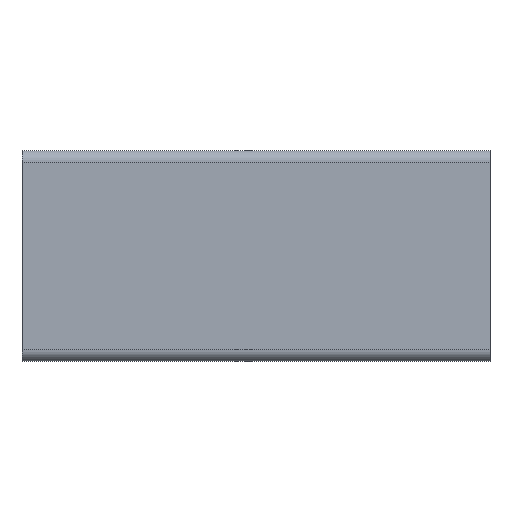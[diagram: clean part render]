
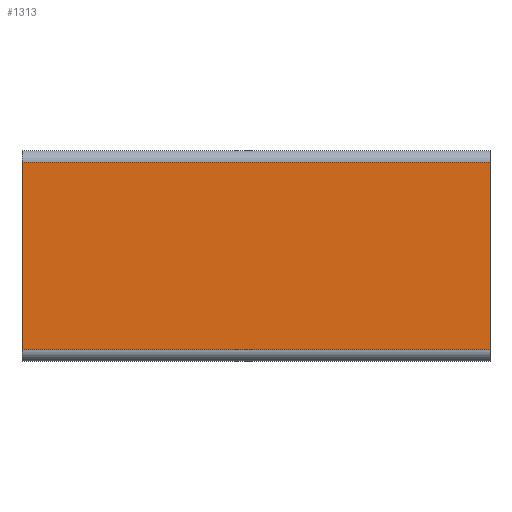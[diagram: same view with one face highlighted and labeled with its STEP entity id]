
A CAD part, front view. The second image highlights one B-rep face of the part: STEP entity #1313.
In plain terms, the highlighted planar face has unit normal (0, -1, 0).
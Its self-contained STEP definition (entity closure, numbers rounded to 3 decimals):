
#1295 = EDGE_LOOP ( 'NONE', ( #1311, #1405, #1314, #1303 ) ) ;
#1300 = EDGE_CURVE ( 'NONE', #1320, #1306, #2668, .T. ) ;
#1303 = ORIENTED_EDGE ( 'NONE', *, *, #1300, .T. ) ;
#1306 = VERTEX_POINT ( 'NONE', #2571 ) ;
#1311 = ORIENTED_EDGE ( 'NONE', *, *, #1317, .T. ) ;
#1312 = VERTEX_POINT ( 'NONE', #2551 ) ;
#1313 = ADVANCED_FACE ( 'NONE', ( #2669 ), #2564, .F. ) ;
#1314 = ORIENTED_EDGE ( 'NONE', *, *, #1406, .F. ) ;
#1316 = EDGE_CURVE ( 'NONE', #1319, #1312, #2525, .T. ) ;
#1317 = EDGE_CURVE ( 'NONE', #1306, #1312, #2520, .T. ) ;
#1319 = VERTEX_POINT ( 'NONE', #2670 ) ;
#1320 = VERTEX_POINT ( 'NONE', #2521 ) ;
#1405 = ORIENTED_EDGE ( 'NONE', *, *, #1316, .F. ) ;
#1406 = EDGE_CURVE ( 'NONE', #1320, #1319, #2854, .T. ) ;
#2517 = DIRECTION ( 'NONE',  ( 0., 0., -1. ) ) ;
#2518 = VECTOR ( 'NONE', #2517, 1000. ) ;
#2519 = CARTESIAN_POINT ( 'NONE',  ( 0., -22.5, 20. ) ) ;
#2520 = LINE ( 'NONE', #2519, #2518 ) ;
#2521 = CARTESIAN_POINT ( 'NONE',  ( 100., -22.5, 20. ) ) ;
#2523 = DIRECTION ( 'NONE',  ( -1., 0., 0. ) ) ;
#2524 = VECTOR ( 'NONE', #2523, 1000. ) ;
#2525 = LINE ( 'NONE', #2566, #2524 ) ;
#2551 = CARTESIAN_POINT ( 'NONE',  ( 0., -22.5, -20. ) ) ;
#2560 = DIRECTION ( 'NONE',  ( 0., 0., 1. ) ) ;
#2561 = DIRECTION ( 'NONE',  ( 0., 1., 0. ) ) ;
#2562 = CARTESIAN_POINT ( 'NONE',  ( 100., -22.5, 20. ) ) ;
#2563 = AXIS2_PLACEMENT_3D ( 'NONE', #2562, #2561, #2560 ) ;
#2564 = PLANE ( 'NONE',  #2563 ) ;
#2566 = CARTESIAN_POINT ( 'NONE',  ( 100., -22.5, -20. ) ) ;
#2571 = CARTESIAN_POINT ( 'NONE',  ( 0., -22.5, 20. ) ) ;
#2572 = DIRECTION ( 'NONE',  ( -1., 0., 0. ) ) ;
#2666 = VECTOR ( 'NONE', #2572, 1000. ) ;
#2667 = CARTESIAN_POINT ( 'NONE',  ( 100., -22.5, 20. ) ) ;
#2668 = LINE ( 'NONE', #2667, #2666 ) ;
#2669 = FACE_OUTER_BOUND ( 'NONE', #1295, .T. ) ;
#2670 = CARTESIAN_POINT ( 'NONE',  ( 100., -22.5, -20. ) ) ;
#2841 = DIRECTION ( 'NONE',  ( 0., 0., -1. ) ) ;
#2842 = VECTOR ( 'NONE', #2841, 1000. ) ;
#2843 = CARTESIAN_POINT ( 'NONE',  ( 100., -22.5, 20. ) ) ;
#2854 = LINE ( 'NONE', #2843, #2842 ) ;
